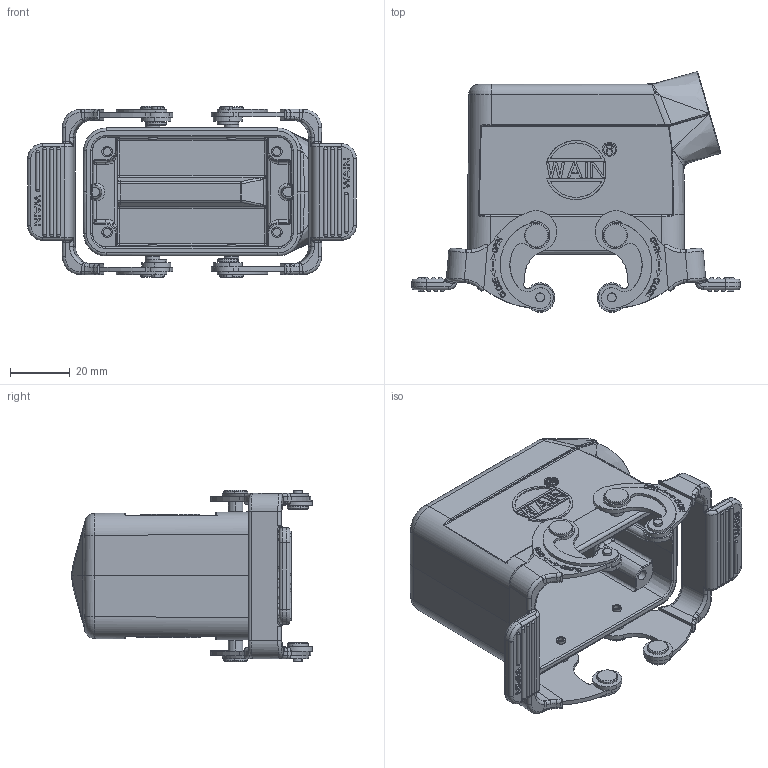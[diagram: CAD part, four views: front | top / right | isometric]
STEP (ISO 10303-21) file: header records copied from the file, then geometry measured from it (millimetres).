
FILE_DESCRIPTION(/* description */ (''),/* implementation_level */ '2;1');
FILE_NAME(/* name */ '1.stp',/* time_stamp */ '2024-03-21T19:24:07+08:00',/* author */ (''),/* organization */ (''),/* preprocessor_version */ 'ST-DEVELOPER v18.1',/* originating_system */ 'SIEMENS PLM Software NX 1980',/* authorisation */ '');
FILE_SCHEMA (('AP203_CONFIGURATION_CONTROLLED_3D_DESIGN_OF_MECHANICAL_PARTS_AND_ASSEMBLIES_MIM_LF { 1 0 10303 403 2 1 2}'));
Products named in the file (1): 3D_1110105411002_H10B-SE-2L_SC-M20_V1.0_stp
Bounding box: 110.3 x 80.7 x 57.45 mm (x, y, z)
Volume: 69043.3 mm3; surface area: 44353.3 mm2
Topology: 3 solids, 3 shells, 1766 faces, 4629 edges, 2995 vertices
Faces by surface type: plane 831, cylinder 501, torus 133, bspline 91, extrusion 89, cone 66, sphere 49, revolution 6
Entity records: 61199 total; most frequent: CARTESIAN_POINT 19649, ORIENTED_EDGE 9160, DIRECTION 7653, EDGE_CURVE 4580, VERTEX_POINT 2995, AXIS2_PLACEMENT_3D 2660, VECTOR 2327, LINE 2238
